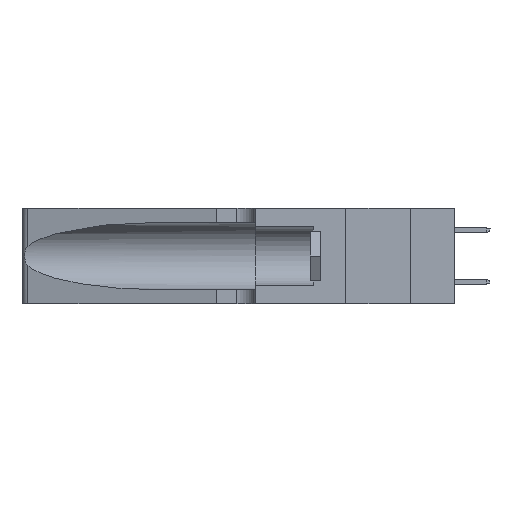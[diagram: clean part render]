
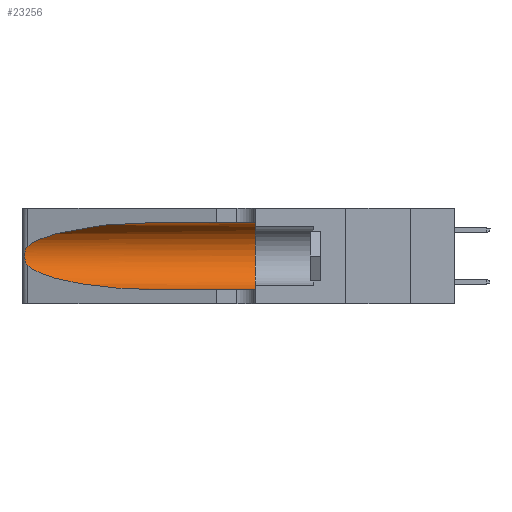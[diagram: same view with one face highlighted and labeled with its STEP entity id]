
A CAD part, left-side view. The second image highlights one B-rep face of the part: STEP entity #23256.
In plain terms, the highlighted cylindrical face has radius 3.308 mm (diameter 6.617 mm), a partial arc.
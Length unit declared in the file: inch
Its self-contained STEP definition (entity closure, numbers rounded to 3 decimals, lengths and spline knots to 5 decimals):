
#46 = CARTESIAN_POINT ( 'NONE',  ( 0.1305, 0.72297, 0.05475 ) ) ;
#168 = CARTESIAN_POINT ( 'NONE',  ( 0.2373, 1.15595, 0.28018 ) ) ;
#255 = EDGE_CURVE ( 'NONE', #22440, #5436, #5417, .T. ) ;
#724 = CARTESIAN_POINT ( 'NONE',  ( 0.25487, 1.22718, 0.14631 ) ) ;
#1881 = CARTESIAN_POINT ( 'NONE',  ( 0.1305, 0.72297, 0.31525 ) ) ;
#2044 = B_SPLINE_CURVE_WITH_KNOTS ( 'NONE', 3,
 ( #18641, #8316, #22645, #9726, #11651, #2644, #22872, #6282, #2519, #6042, #18976, #15490, #17089, #724 ),
 .UNSPECIFIED., .F., .F.,
 ( 4, 2, 2, 2, 2, 2, 4 ),
 ( 0., 0.00027, 0.00053, 0.00107, 0.0016, 0.00187, 0.00214 ),
 .UNSPECIFIED. ) ;
#2280 = ORIENTED_EDGE ( 'NONE', *, *, #6472, .F. ) ;
#2519 = CARTESIAN_POINT ( 'NONE',  ( 0.26017, 1.23833, 0.17102 ) ) ;
#2644 = CARTESIAN_POINT ( 'NONE',  ( 0.26018, 1.23835, 0.19895 ) ) ;
#3102 = CARTESIAN_POINT ( 'NONE',  ( 0.25487, 1.22718, 0.14631 ) ) ;
#3306 = CARTESIAN_POINT ( 'NONE',  ( 0.25487, 1.22718, 0.22369 ) ) ;
#3603 = AXIS2_PLACEMENT_3D ( 'NONE', #5588, #3775, #18389 ) ;
#3775 = DIRECTION ( 'NONE',  ( 0., 1., 0. ) ) ;
#4773 = ORIENTED_EDGE ( 'NONE', *, *, #17075, .T. ) ;
#4890 = ORIENTED_EDGE ( 'NONE', *, *, #20773, .F. ) ;
#5156 = ORIENTED_EDGE ( 'NONE', *, *, #19649, .T. ) ;
#5169 = DIRECTION ( 'NONE',  ( 0., -1., 0. ) ) ;
#5417 =( BOUNDED_CURVE ( )  B_SPLINE_CURVE ( 3, ( #9322, #16673, #14815, #6322 ),
 .UNSPECIFIED., .F., .F. ) 
 B_SPLINE_CURVE_WITH_KNOTS ( ( 4, 4 ),
 ( 3.44316, 4.71239 ),
 .UNSPECIFIED. ) 
 CURVE ( )  GEOMETRIC_REPRESENTATION_ITEM ( )  RATIONAL_B_SPLINE_CURVE ( ( 1., 0.87, 0.87, 1. ) ) 
 REPRESENTATION_ITEM ( '' )  );
#5436 = VERTEX_POINT ( 'NONE', #46 ) ;
#5442 = CARTESIAN_POINT ( 'NONE',  ( 0.1305, 0.35, 0.05475 ) ) ;
#5588 = CARTESIAN_POINT ( 'NONE',  ( 0.1305, 0.35, 0.185 ) ) ;
#5878 = VECTOR ( 'NONE', #11376, 39.37008 ) ;
#5891 = LINE ( 'NONE', #11494, #5878 ) ;
#6029 = VECTOR ( 'NONE', #5169, 39.37008 ) ;
#6042 = CARTESIAN_POINT ( 'NONE',  ( 0.25856, 1.23593, 0.16098 ) ) ;
#6282 = CARTESIAN_POINT ( 'NONE',  ( 0.26075, 1.23896, 0.178 ) ) ;
#6322 = CARTESIAN_POINT ( 'NONE',  ( 0.1305, 0.72297, 0.05475 ) ) ;
#6472 = EDGE_CURVE ( 'NONE', #8039, #6877, #21700, .T. ) ;
#6877 = VERTEX_POINT ( 'NONE', #16329 ) ;
#7103 = CARTESIAN_POINT ( 'NONE',  ( 0.1305, 1.61858, 0.185 ) ) ;
#7348 = DIRECTION ( 'NONE',  ( 0., 0., -1. ) ) ;
#8039 = VERTEX_POINT ( 'NONE', #1881 ) ;
#8316 = CARTESIAN_POINT ( 'NONE',  ( 0.25555, 1.22994, 0.2215 ) ) ;
#8862 = EDGE_CURVE ( 'NONE', #5436, #11966, #5891, .T. ) ;
#9184 = EDGE_LOOP ( 'NONE', ( #5156, #4773, #15205, #11236, #4890, #2280 ) ) ;
#9322 = CARTESIAN_POINT ( 'NONE',  ( 0.25487, 1.22718, 0.14631 ) ) ;
#9523 = CARTESIAN_POINT ( 'NONE',  ( 0.18966, 0.96281, 0.31525 ) ) ;
#9726 = CARTESIAN_POINT ( 'NONE',  ( 0.25787, 1.23484, 0.2124 ) ) ;
#10450 = CARTESIAN_POINT ( 'NONE',  ( 0.1305, 1.61858, 0.31525 ) ) ;
#10512 = AXIS2_PLACEMENT_3D ( 'NONE', #7103, #16344, #7348 ) ;
#11236 = ORIENTED_EDGE ( 'NONE', *, *, #8862, .T. ) ;
#11376 = DIRECTION ( 'NONE',  ( 0., -1., 0. ) ) ;
#11494 = CARTESIAN_POINT ( 'NONE',  ( 0.1305, 1.61858, 0.05475 ) ) ;
#11651 = CARTESIAN_POINT ( 'NONE',  ( 0.25854, 1.2359, 0.20912 ) ) ;
#11966 = VERTEX_POINT ( 'NONE', #5442 ) ;
#12983 = CARTESIAN_POINT ( 'NONE',  ( 0.1305, 0.72297, 0.31525 ) ) ;
#13533 =( BOUNDED_CURVE ( )  B_SPLINE_CURVE ( 3, ( #12983, #9523, #168, #20456 ),
 .UNSPECIFIED., .F., .F. ) 
 B_SPLINE_CURVE_WITH_KNOTS ( ( 4, 4 ),
 ( 1.5708, 2.84003 ),
 .UNSPECIFIED. ) 
 CURVE ( )  GEOMETRIC_REPRESENTATION_ITEM ( )  RATIONAL_B_SPLINE_CURVE ( ( 1., 0.87, 0.87, 1. ) ) 
 REPRESENTATION_ITEM ( '' )  );
#14548 = VERTEX_POINT ( 'NONE', #3306 ) ;
#14815 = CARTESIAN_POINT ( 'NONE',  ( 0.18966, 0.96281, 0.05475 ) ) ;
#15205 = ORIENTED_EDGE ( 'NONE', *, *, #255, .T. ) ;
#15490 = CARTESIAN_POINT ( 'NONE',  ( 0.25639, 1.23186, 0.15144 ) ) ;
#16099 = FACE_OUTER_BOUND ( 'NONE', #9184, .T. ) ;
#16329 = CARTESIAN_POINT ( 'NONE',  ( 0.1305, 0.35, 0.31525 ) ) ;
#16344 = DIRECTION ( 'NONE',  ( 0., -1., 0. ) ) ;
#16673 = CARTESIAN_POINT ( 'NONE',  ( 0.2373, 1.15595, 0.08982 ) ) ;
#17075 = EDGE_CURVE ( 'NONE', #14548, #22440, #2044, .T. ) ;
#17089 = CARTESIAN_POINT ( 'NONE',  ( 0.25555, 1.22993, 0.14849 ) ) ;
#18389 = DIRECTION ( 'NONE',  ( 0., 0., 1. ) ) ;
#18641 = CARTESIAN_POINT ( 'NONE',  ( 0.25487, 1.22718, 0.22369 ) ) ;
#18976 = CARTESIAN_POINT ( 'NONE',  ( 0.25789, 1.23486, 0.15765 ) ) ;
#19649 = EDGE_CURVE ( 'NONE', #8039, #14548, #13533, .T. ) ;
#20456 = CARTESIAN_POINT ( 'NONE',  ( 0.25487, 1.22718, 0.22369 ) ) ;
#20773 = EDGE_CURVE ( 'NONE', #6877, #11966, #21202, .T. ) ;
#21202 = CIRCLE ( 'NONE', #3603, 0.13025 ) ;
#21700 = LINE ( 'NONE', #10450, #6029 ) ;
#22440 = VERTEX_POINT ( 'NONE', #3102 ) ;
#22645 = CARTESIAN_POINT ( 'NONE',  ( 0.25639, 1.23184, 0.21858 ) ) ;
#22872 = CARTESIAN_POINT ( 'NONE',  ( 0.26075, 1.23896, 0.19203 ) ) ;
#23256 = ADVANCED_FACE ( 'NONE', ( #16099 ), #23454, .F. ) ;
#23454 = CYLINDRICAL_SURFACE ( 'NONE', #10512, 0.13025 ) ;
